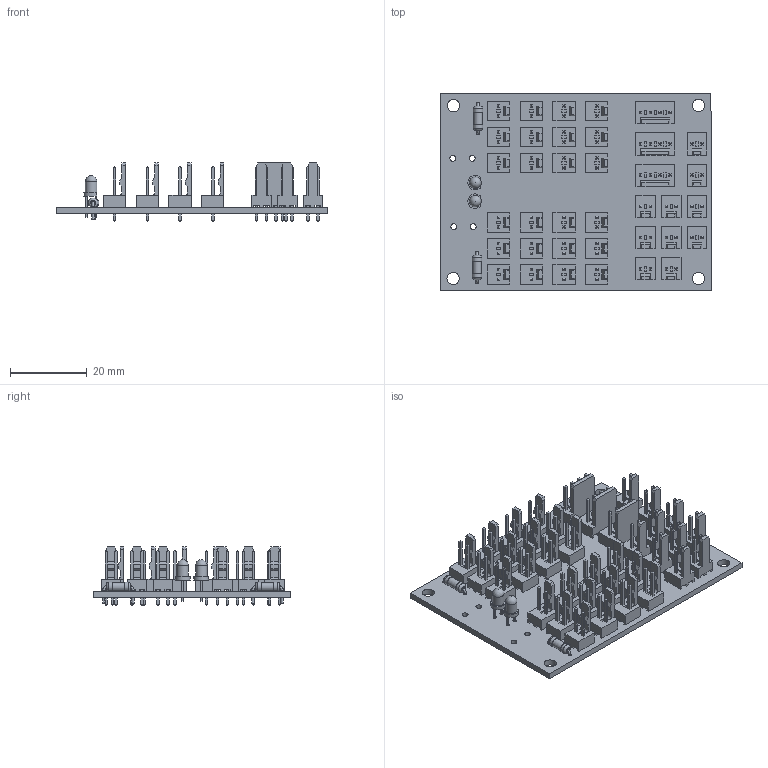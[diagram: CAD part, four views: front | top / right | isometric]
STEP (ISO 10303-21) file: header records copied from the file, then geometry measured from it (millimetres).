
FILE_DESCRIPTION(('KiCad electronic assembly'),'2;1');
FILE_NAME('PowerDistribution.step','2021-02-27T05:26:34',('An Author'),( 'A Company'),'Open CASCADE STEP processor 6.9', 'KiCad to STEP converter','Unknown');
FILE_SCHEMA(('AUTOMOTIVE_DESIGN { 1 0 10303 214 1 1 1 1 }'));
Length unit declared in the file: millimetre
Products named in the file (10): Open CASCADE STEP translator 6.9 1; R_Axial_DIN0207_L6.3mm_D2.5mm_P7.62mm_Horizontal; SOLID; LED_D3.0mm; Molex_KK-254_AE-6410-02A_1x02_P2.54mm_Vertical; Molex_KK-254_AE-6410-04A_1x04_P2.54mm_Vertical; COMPOUND
Assembly tree (46 placements, depth 3):
  Open CASCADE STEP translator 6.9 1
    R_Axial_DIN0207_L6.3mm_D2.5mm_P7.62mm_Horizontal  x2
      SOLID
    LED_D3.0mm  x2
      SOLID
    Molex_KK-254_AE-6410-02A_1x02_P2.54mm_Vertical  x34
      SOLID
    Molex_KK-254_AE-6410-04A_1x04_P2.54mm_Vertical  x3
      SOLID
    COMPOUND
Bounding box: 70.87 x 51.56 x 15.26 mm (x, y, z)
Volume: 10375.9 mm3; surface area: 19035.2 mm2
Topology: 42 solids, 42 shells, 2725 faces, 6761 edges, 4290 vertices
Faces by surface type: plane 2568, cylinder 147, torus 8, sphere 2
Full cylindrical faces by diameter (mm): 0.6 x4, 0.8 x4, 0.9 x4, 1.2 x80, 1.52 x4, 2.25 x2, 2.5 x4, 3 x2, 3.2 x4
Entity records: 23748 total; most frequent: CARTESIAN_POINT 4674, DIRECTION 3354, LINE 1993, VECTOR 1993, ORIENTED_EDGE 1622, PCURVE 1622, DEFINITIONAL_REPRESENTATION 1622, EDGE_CURVE 811
